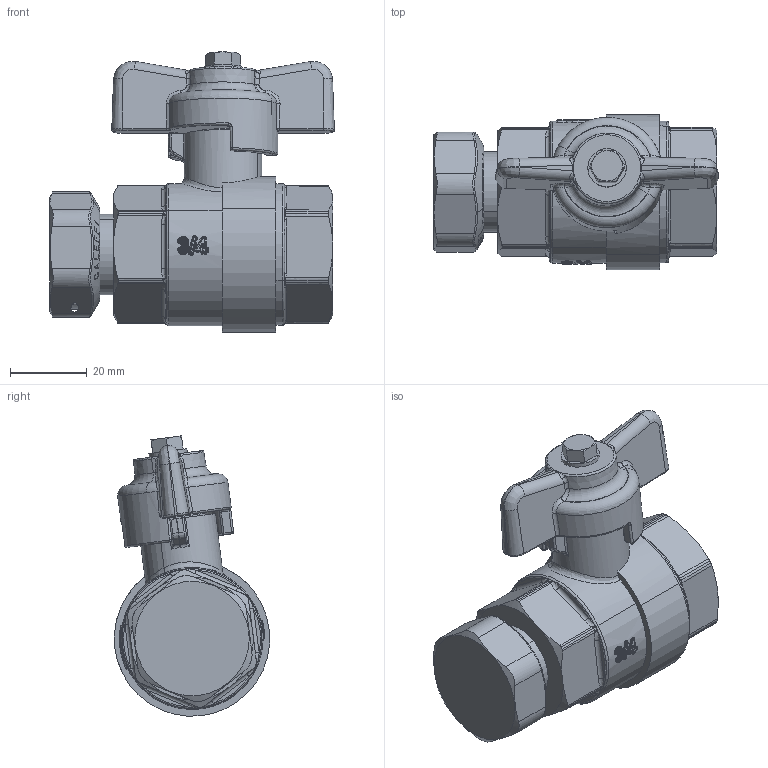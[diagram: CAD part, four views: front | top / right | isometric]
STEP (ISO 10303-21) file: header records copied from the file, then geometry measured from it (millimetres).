
FILE_DESCRIPTION(('CATIA V5 STEP Exchange','CAx-IF Rec.Pracs.--- Model Styling and Organization---1.4--- 2014-01-23','CAx-IF Rec.Pracs.---3D Tessellated Data Validation Properties---0.5---2014-09-14'),'2;1');
FILE_NAME('STEP_333500_-_TST.stp','2020-02-12T14:17:38+00:00',('none'),('none'),'CATIA Version 5-6 Release 2019 SP3','CATIA V5 STEP AP242 v1','none');
FILE_SCHEMA(('AP242_MANAGED_MODEL_BASED_3D_ENGINEERING_MIM_LF {1 0 10303 442 1 1 4}'));
Products named in the file (1): 333500 - TST
Bounding box: 74.13 x 40.41 x 72.98 mm (x, y, z)
Volume: 86569.9 mm3; surface area: 16111.6 mm2
Topology: 1 solids, 1 shells, 826 faces, 2042 edges, 1192 vertices
Faces by surface type: bspline 365, plane 214, cylinder 130, cone 48, torus 43, sphere 26
Entity records: 43415 total; most frequent: CARTESIAN_POINT 28422, ORIENTED_EDGE 3990, EDGE_CURVE 1995, DIRECTION 1450, B_SPLINE_CURVE_WITH_KNOTS 1315, VERTEX_POINT 1192, EDGE_LOOP 851, ADVANCED_FACE 826
